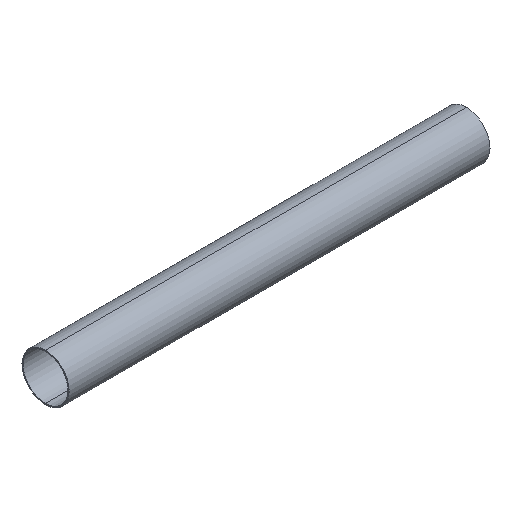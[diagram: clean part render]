
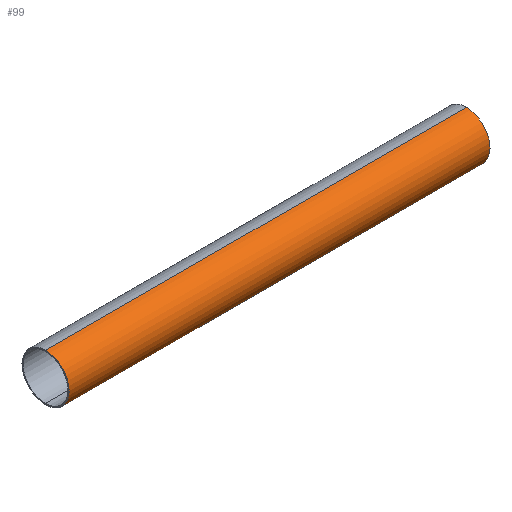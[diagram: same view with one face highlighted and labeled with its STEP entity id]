
A CAD part, isometric view. The second image highlights one B-rep face of the part: STEP entity #99.
In plain terms, the highlighted cylindrical face has radius 280 mm (diameter 560 mm), a partial arc.
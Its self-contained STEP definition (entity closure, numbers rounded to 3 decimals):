
#57 = EDGE_CURVE( '', #81, #85, #130, .T. );
#69 = EDGE_CURVE( '', #85, #87, #143, .T. );
#75 = EDGE_CURVE( '', #87, #97, #150, .T. );
#81 = VERTEX_POINT( '', #156 );
#85 = VERTEX_POINT( '', #160 );
#87 = VERTEX_POINT( '', #162 );
#97 = VERTEX_POINT( '', #174 );
#99 = ADVANCED_FACE( '', ( #176 ), #177, .T. );
#101 = EDGE_CURVE( '', #97, #81, #179, .T. );
#130 = CIRCLE( '', #199, 280. );
#143 = LINE( '', #216, #217 );
#150 = CIRCLE( '', #226, 280. );
#156 = CARTESIAN_POINT( '', ( 5000., 0., -280. ) );
#160 = CARTESIAN_POINT( '', ( 5000., 0., 280. ) );
#162 = CARTESIAN_POINT( '', ( 0., 0., 280. ) );
#174 = CARTESIAN_POINT( '', ( 0., 0., -280. ) );
#176 = FACE_OUTER_BOUND( '', #258, .T. );
#177 = CYLINDRICAL_SURFACE( '', #259, 280. );
#179 = LINE( '', #262, #263 );
#199 = AXIS2_PLACEMENT_3D( '', #282, #283, #284 );
#216 = CARTESIAN_POINT( '', ( 0., 0., 280. ) );
#217 = VECTOR( '', #302, 1. );
#226 = AXIS2_PLACEMENT_3D( '', #314, #315, #316 );
#258 = EDGE_LOOP( '', ( #334, #335, #336, #337 ) );
#259 = AXIS2_PLACEMENT_3D( '', #338, #339, #340 );
#262 = CARTESIAN_POINT( '', ( 0., 0., -280. ) );
#263 = VECTOR( '', #341, 1. );
#282 = CARTESIAN_POINT( '', ( 5000., 0., 0. ) );
#283 = DIRECTION( '', ( -1., 0., 0. ) );
#284 = DIRECTION( '', ( 0., 0., -1. ) );
#302 = DIRECTION( '', ( -1., 0., 0. ) );
#314 = CARTESIAN_POINT( '', ( 0., 0., 0. ) );
#315 = DIRECTION( '', ( 1., 0., 0. ) );
#316 = DIRECTION( '', ( 0., 0., -1. ) );
#334 = ORIENTED_EDGE( '', *, *, #101, .T. );
#335 = ORIENTED_EDGE( '', *, *, #57, .T. );
#336 = ORIENTED_EDGE( '', *, *, #69, .T. );
#337 = ORIENTED_EDGE( '', *, *, #75, .T. );
#338 = CARTESIAN_POINT( '', ( 0., 0., 0. ) );
#339 = DIRECTION( '', ( -1., 0., 0. ) );
#340 = DIRECTION( '', ( 0., 0., -1. ) );
#341 = DIRECTION( '', ( 1., 0., 0. ) );
